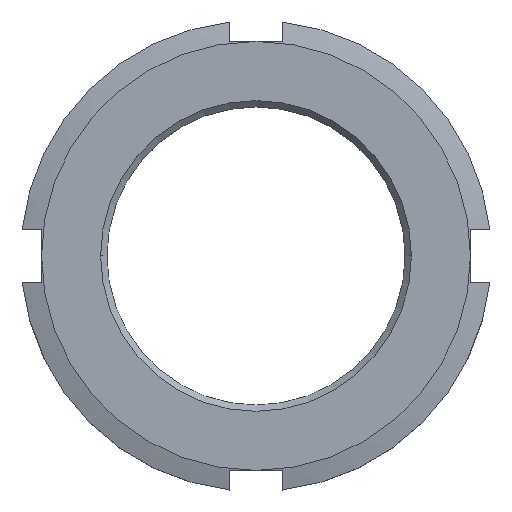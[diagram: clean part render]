
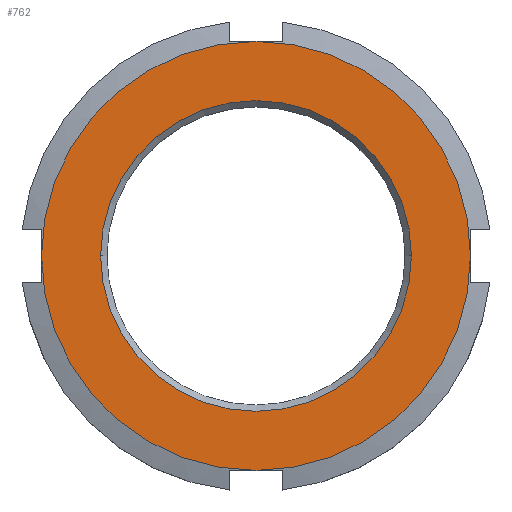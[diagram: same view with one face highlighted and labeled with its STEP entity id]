
A CAD part, top view. The second image highlights one B-rep face of the part: STEP entity #762.
In plain terms, the highlighted planar face has unit normal (0, 0, 1).
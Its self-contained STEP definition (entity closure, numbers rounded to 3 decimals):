
#12 = VERTEX_POINT ( 'NONE', #574 ) ;
#34 = CARTESIAN_POINT ( 'NONE',  ( -14.85, 0., 7. ) ) ;
#47 = CIRCLE ( 'NONE', #571, 14.85 ) ;
#56 = CARTESIAN_POINT ( 'NONE',  ( 0., 0., 7. ) ) ;
#69 = DIRECTION ( 'NONE',  ( 0., 0., -1. ) ) ;
#86 = EDGE_LOOP ( 'NONE', ( #628, #1051 ) ) ;
#108 = CIRCLE ( 'NONE', #332, 20.5 ) ;
#127 = CIRCLE ( 'NONE', #138, 14.85 ) ;
#138 = AXIS2_PLACEMENT_3D ( 'NONE', #918, #69, #237 ) ;
#142 = DIRECTION ( 'NONE',  ( 0., 0., 1. ) ) ;
#195 = VERTEX_POINT ( 'NONE', #34 ) ;
#209 = ORIENTED_EDGE ( 'NONE', *, *, #686, .T. ) ;
#232 = CARTESIAN_POINT ( 'NONE',  ( 0., 0., 7. ) ) ;
#237 = DIRECTION ( 'NONE',  ( 1., 0., 0. ) ) ;
#238 = CARTESIAN_POINT ( 'NONE',  ( 0., 0., 7. ) ) ;
#247 = DIRECTION ( 'NONE',  ( 1., 0., 0. ) ) ;
#276 = AXIS2_PLACEMENT_3D ( 'NONE', #56, #300, #247 ) ;
#300 = DIRECTION ( 'NONE',  ( 0., 0., 1. ) ) ;
#326 = FACE_OUTER_BOUND ( 'NONE', #521, .T. ) ;
#332 = AXIS2_PLACEMENT_3D ( 'NONE', #736, #739, #565 ) ;
#337 = CARTESIAN_POINT ( 'NONE',  ( 0., -20.5, 7. ) ) ;
#339 = AXIS2_PLACEMENT_3D ( 'NONE', #238, #142, #657 ) ;
#341 = CIRCLE ( 'NONE', #387, 20.5 ) ;
#387 = AXIS2_PLACEMENT_3D ( 'NONE', #831, #923, #572 ) ;
#399 = VERTEX_POINT ( 'NONE', #488 ) ;
#425 = EDGE_CURVE ( 'NONE', #520, #564, #561, .T. ) ;
#485 = VERTEX_POINT ( 'NONE', #681 ) ;
#488 = CARTESIAN_POINT ( 'NONE',  ( 0., 20.5, 7. ) ) ;
#520 = VERTEX_POINT ( 'NONE', #337 ) ;
#521 = EDGE_LOOP ( 'NONE', ( #964, #209, #602, #985 ) ) ;
#550 = PLANE ( 'NONE',  #276 ) ;
#561 = CIRCLE ( 'NONE', #339, 20.5 ) ;
#564 = VERTEX_POINT ( 'NONE', #692 ) ;
#565 = DIRECTION ( 'NONE',  ( 1., 0., 0. ) ) ;
#571 = AXIS2_PLACEMENT_3D ( 'NONE', #232, #997, #912 ) ;
#572 = DIRECTION ( 'NONE',  ( 1., 0., 0. ) ) ;
#574 = CARTESIAN_POINT ( 'NONE',  ( 14.85, 0., 7. ) ) ;
#578 = FACE_BOUND ( 'NONE', #86, .T. ) ;
#602 = ORIENTED_EDGE ( 'NONE', *, *, #425, .T. ) ;
#628 = ORIENTED_EDGE ( 'NONE', *, *, #783, .T. ) ;
#640 = CARTESIAN_POINT ( 'NONE',  ( 0., 0., 7. ) ) ;
#653 = AXIS2_PLACEMENT_3D ( 'NONE', #640, #800, #731 ) ;
#657 = DIRECTION ( 'NONE',  ( 1., 0., 0. ) ) ;
#681 = CARTESIAN_POINT ( 'NONE',  ( -20.5, 0., 7. ) ) ;
#686 = EDGE_CURVE ( 'NONE', #485, #520, #1069, .T. ) ;
#692 = CARTESIAN_POINT ( 'NONE',  ( 20.5, 0., 7. ) ) ;
#731 = DIRECTION ( 'NONE',  ( 1., 0., 0. ) ) ;
#736 = CARTESIAN_POINT ( 'NONE',  ( 0., 0., 7. ) ) ;
#739 = DIRECTION ( 'NONE',  ( 0., 0., 1. ) ) ;
#762 = ADVANCED_FACE ( 'NONE', ( #578, #326 ), #550, .T. ) ;
#765 = EDGE_CURVE ( 'NONE', #564, #399, #108, .T. ) ;
#783 = EDGE_CURVE ( 'NONE', #12, #195, #47, .T. ) ;
#800 = DIRECTION ( 'NONE',  ( 0., 0., 1. ) ) ;
#818 = EDGE_CURVE ( 'NONE', #399, #485, #341, .T. ) ;
#828 = EDGE_CURVE ( 'NONE', #195, #12, #127, .T. ) ;
#831 = CARTESIAN_POINT ( 'NONE',  ( 0., 0., 7. ) ) ;
#912 = DIRECTION ( 'NONE',  ( 1., 0., 0. ) ) ;
#918 = CARTESIAN_POINT ( 'NONE',  ( 0., 0., 7. ) ) ;
#923 = DIRECTION ( 'NONE',  ( 0., 0., 1. ) ) ;
#964 = ORIENTED_EDGE ( 'NONE', *, *, #818, .T. ) ;
#985 = ORIENTED_EDGE ( 'NONE', *, *, #765, .T. ) ;
#997 = DIRECTION ( 'NONE',  ( 0., 0., -1. ) ) ;
#1051 = ORIENTED_EDGE ( 'NONE', *, *, #828, .T. ) ;
#1069 = CIRCLE ( 'NONE', #653, 20.5 ) ;
